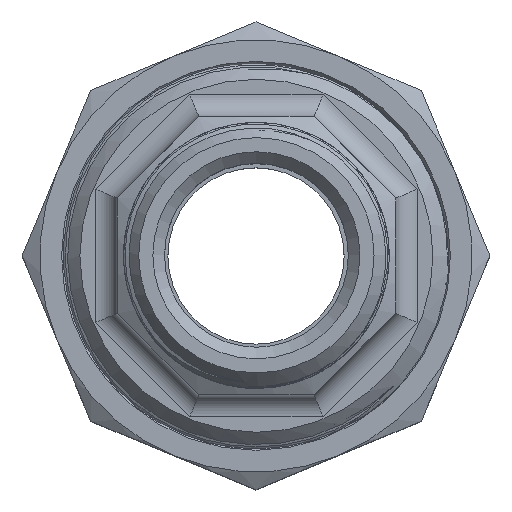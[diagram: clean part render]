
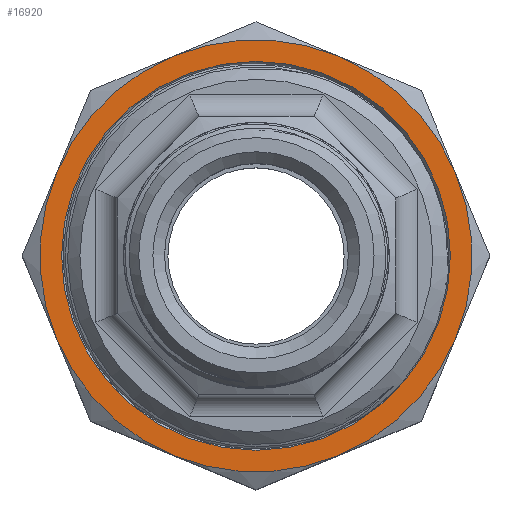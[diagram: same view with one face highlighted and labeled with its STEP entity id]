
A CAD part, top view. The second image highlights one B-rep face of the part: STEP entity #16920.
In plain terms, the highlighted planar face has unit normal (0, 0, 1).
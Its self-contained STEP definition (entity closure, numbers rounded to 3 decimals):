
#127=FACE_BOUND('',#2656,.T.);
#929=PLANE('',#17846);
#1767=FACE_OUTER_BOUND('',#2655,.T.);
#2655=EDGE_LOOP('',(#15925,#15926,#15927,#15928,#15929,#15930,#15931,#15932));
#2656=EDGE_LOOP('',(#15933));
#2744=CIRCLE('',#17838,18.504);
#2746=CIRCLE('',#17842,16.654);
#2749=CIRCLE('',#17847,18.504);
#2750=CIRCLE('',#17848,18.504);
#2751=CIRCLE('',#17849,18.504);
#2752=CIRCLE('',#17850,18.504);
#2753=CIRCLE('',#17851,18.504);
#2754=CIRCLE('',#17852,18.504);
#2755=CIRCLE('',#17853,18.504);
#8776=VERTEX_POINT('',#36581);
#8777=VERTEX_POINT('',#36582);
#8782=VERTEX_POINT('',#36603);
#8785=VERTEX_POINT('',#36613);
#8786=VERTEX_POINT('',#36614);
#8787=VERTEX_POINT('',#36616);
#8788=VERTEX_POINT('',#36618);
#8789=VERTEX_POINT('',#36621);
#8790=VERTEX_POINT('',#36623);
#11161=EDGE_CURVE('',#8776,#8777,#2744,.T.);
#11168=EDGE_CURVE('',#8782,#8782,#2746,.T.);
#11172=EDGE_CURVE('',#8785,#8786,#2749,.T.);
#11173=EDGE_CURVE('',#8786,#8787,#2750,.T.);
#11174=EDGE_CURVE('',#8787,#8788,#2751,.T.);
#11175=EDGE_CURVE('',#8788,#8776,#2752,.T.);
#11176=EDGE_CURVE('',#8777,#8789,#2753,.T.);
#11177=EDGE_CURVE('',#8789,#8790,#2754,.T.);
#11178=EDGE_CURVE('',#8790,#8785,#2755,.T.);
#15925=ORIENTED_EDGE('',*,*,#11172,.T.);
#15926=ORIENTED_EDGE('',*,*,#11173,.T.);
#15927=ORIENTED_EDGE('',*,*,#11174,.T.);
#15928=ORIENTED_EDGE('',*,*,#11175,.T.);
#15929=ORIENTED_EDGE('',*,*,#11161,.T.);
#15930=ORIENTED_EDGE('',*,*,#11176,.T.);
#15931=ORIENTED_EDGE('',*,*,#11177,.T.);
#15932=ORIENTED_EDGE('',*,*,#11178,.T.);
#15933=ORIENTED_EDGE('',*,*,#11168,.T.);
#16920=ADVANCED_FACE('',(#1767,#127),#929,.T.);
#17838=AXIS2_PLACEMENT_3D('',#36583,#21772,#21773);
#17842=AXIS2_PLACEMENT_3D('',#36605,#21781,#21782);
#17846=AXIS2_PLACEMENT_3D('',#36612,#21790,#21791);
#17847=AXIS2_PLACEMENT_3D('',#36615,#21792,#21793);
#17848=AXIS2_PLACEMENT_3D('',#36617,#21794,#21795);
#17849=AXIS2_PLACEMENT_3D('',#36619,#21796,#21797);
#17850=AXIS2_PLACEMENT_3D('',#36620,#21798,#21799);
#17851=AXIS2_PLACEMENT_3D('',#36622,#21800,#21801);
#17852=AXIS2_PLACEMENT_3D('',#36624,#21802,#21803);
#17853=AXIS2_PLACEMENT_3D('',#36625,#21804,#21805);
#21772=DIRECTION('center_axis',(0.,0.,1.));
#21773=DIRECTION('ref_axis',(1.,0.,0.));
#21781=DIRECTION('center_axis',(0.,0.,-1.));
#21782=DIRECTION('ref_axis',(-1.,0.,0.));
#21790=DIRECTION('center_axis',(0.,0.,1.));
#21791=DIRECTION('ref_axis',(1.,0.,0.));
#21792=DIRECTION('center_axis',(0.,0.,1.));
#21793=DIRECTION('ref_axis',(1.,0.,0.));
#21794=DIRECTION('center_axis',(0.,0.,1.));
#21795=DIRECTION('ref_axis',(1.,0.,0.));
#21796=DIRECTION('center_axis',(0.,0.,1.));
#21797=DIRECTION('ref_axis',(1.,0.,0.));
#21798=DIRECTION('center_axis',(0.,0.,1.));
#21799=DIRECTION('ref_axis',(1.,0.,0.));
#21800=DIRECTION('center_axis',(0.,0.,1.));
#21801=DIRECTION('ref_axis',(1.,0.,0.));
#21802=DIRECTION('center_axis',(0.,0.,1.));
#21803=DIRECTION('ref_axis',(1.,0.,0.));
#21804=DIRECTION('center_axis',(0.,0.,1.));
#21805=DIRECTION('ref_axis',(1.,0.,0.));
#36581=CARTESIAN_POINT('',(-17.095,7.081,5.465));
#36582=CARTESIAN_POINT('',(-17.095,-7.081,5.465));
#36583=CARTESIAN_POINT('Origin',(0.,0.,5.465));
#36603=CARTESIAN_POINT('',(-16.654,0.,5.465));
#36605=CARTESIAN_POINT('Origin',(0.,0.,5.465));
#36612=CARTESIAN_POINT('Origin',(0.,16.654,5.465));
#36613=CARTESIAN_POINT('',(17.095,-7.081,5.465));
#36614=CARTESIAN_POINT('',(17.095,7.081,5.465));
#36615=CARTESIAN_POINT('Origin',(0.,0.,5.465));
#36616=CARTESIAN_POINT('',(7.081,17.095,5.465));
#36617=CARTESIAN_POINT('Origin',(0.,0.,5.465));
#36618=CARTESIAN_POINT('',(-7.081,17.095,5.465));
#36619=CARTESIAN_POINT('Origin',(0.,0.,5.465));
#36620=CARTESIAN_POINT('Origin',(0.,0.,5.465));
#36621=CARTESIAN_POINT('',(-7.081,-17.095,5.465));
#36622=CARTESIAN_POINT('Origin',(0.,0.,5.465));
#36623=CARTESIAN_POINT('',(7.081,-17.095,5.465));
#36624=CARTESIAN_POINT('Origin',(0.,0.,5.465));
#36625=CARTESIAN_POINT('Origin',(0.,0.,5.465));
